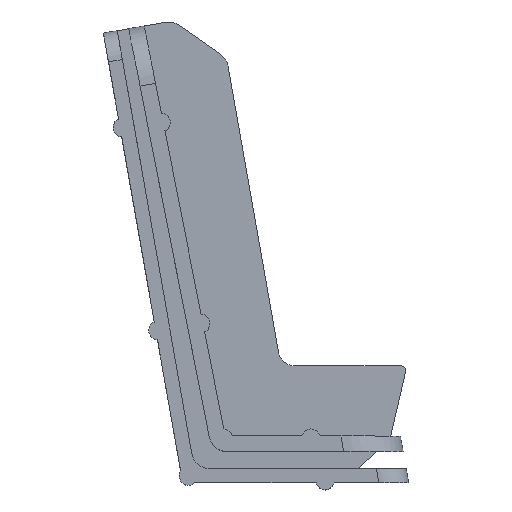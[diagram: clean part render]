
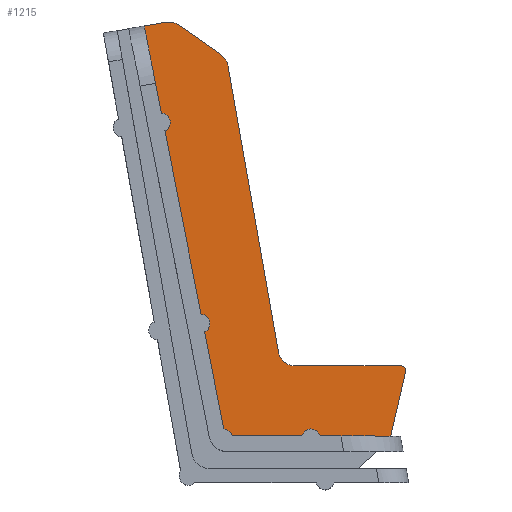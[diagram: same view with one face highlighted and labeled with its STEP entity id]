
A CAD part, top view. The second image highlights one B-rep face of the part: STEP entity #1215.
In plain terms, the highlighted planar face has unit normal (0, 0, 1).
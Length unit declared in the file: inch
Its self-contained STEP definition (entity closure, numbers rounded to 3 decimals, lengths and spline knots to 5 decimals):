
#17=PLANE('',#1306);
#55=LINE('',#1874,#173);
#56=LINE('',#1878,#174);
#57=LINE('',#1882,#175);
#58=LINE('',#1886,#176);
#59=LINE('',#1888,#177);
#60=LINE('',#1892,#178);
#61=LINE('',#1896,#179);
#62=LINE('',#1900,#180);
#63=LINE('',#1904,#181);
#64=LINE('',#1907,#182);
#173=VECTOR('',#1453,0.3937);
#174=VECTOR('',#1456,0.3937);
#175=VECTOR('',#1459,0.3937);
#176=VECTOR('',#1462,0.3937);
#177=VECTOR('',#1463,0.3937);
#178=VECTOR('',#1466,0.3937);
#179=VECTOR('',#1469,0.3937);
#180=VECTOR('',#1472,0.3937);
#181=VECTOR('',#1475,0.3937);
#182=VECTOR('',#1478,0.3937);
#321=FACE_OUTER_BOUND('',#395,.T.);
#395=EDGE_LOOP('',(#842,#843,#844,#845,#846,#847,#848,#849,#850,#851,#852,
#853,#854,#855,#856,#857,#858,#859,#860));
#469=ELLIPSE('',#1305,0.0205,0.02);
#470=ELLIPSE('',#1308,0.08092,0.08);
#471=ELLIPSE('',#1309,0.08092,0.08);
#472=ELLIPSE('',#1314,0.08087,0.08);
#498=CIRCLE('',#1307,0.07);
#499=CIRCLE('',#1310,0.04);
#500=CIRCLE('',#1311,0.04);
#501=CIRCLE('',#1312,0.04);
#502=CIRCLE('',#1313,0.04);
#538=VERTEX_POINT('',#1867);
#539=VERTEX_POINT('',#1868);
#540=VERTEX_POINT('',#1873);
#541=VERTEX_POINT('',#1875);
#542=VERTEX_POINT('',#1877);
#543=VERTEX_POINT('',#1879);
#544=VERTEX_POINT('',#1881);
#545=VERTEX_POINT('',#1883);
#546=VERTEX_POINT('',#1885);
#547=VERTEX_POINT('',#1887);
#548=VERTEX_POINT('',#1889);
#549=VERTEX_POINT('',#1891);
#550=VERTEX_POINT('',#1893);
#551=VERTEX_POINT('',#1895);
#552=VERTEX_POINT('',#1897);
#553=VERTEX_POINT('',#1899);
#554=VERTEX_POINT('',#1901);
#555=VERTEX_POINT('',#1903);
#556=VERTEX_POINT('',#1905);
#652=EDGE_CURVE('',#538,#539,#469,.T.);
#655=EDGE_CURVE('',#540,#538,#55,.T.);
#656=EDGE_CURVE('',#541,#540,#498,.T.);
#657=EDGE_CURVE('',#542,#541,#56,.T.);
#658=EDGE_CURVE('',#543,#542,#470,.T.);
#659=EDGE_CURVE('',#544,#543,#57,.T.);
#660=EDGE_CURVE('',#545,#544,#471,.T.);
#661=EDGE_CURVE('',#546,#545,#58,.T.);
#662=EDGE_CURVE('',#546,#547,#59,.T.);
#663=EDGE_CURVE('',#547,#548,#499,.T.);
#664=EDGE_CURVE('',#548,#549,#60,.T.);
#665=EDGE_CURVE('',#549,#550,#500,.T.);
#666=EDGE_CURVE('',#550,#551,#61,.T.);
#667=EDGE_CURVE('',#551,#552,#501,.T.);
#668=EDGE_CURVE('',#552,#553,#62,.T.);
#669=EDGE_CURVE('',#553,#554,#502,.T.);
#670=EDGE_CURVE('',#554,#555,#63,.T.);
#671=EDGE_CURVE('',#556,#555,#472,.T.);
#672=EDGE_CURVE('',#539,#556,#64,.T.);
#842=ORIENTED_EDGE('',*,*,#652,.F.);
#843=ORIENTED_EDGE('',*,*,#655,.F.);
#844=ORIENTED_EDGE('',*,*,#656,.F.);
#845=ORIENTED_EDGE('',*,*,#657,.F.);
#846=ORIENTED_EDGE('',*,*,#658,.F.);
#847=ORIENTED_EDGE('',*,*,#659,.F.);
#848=ORIENTED_EDGE('',*,*,#660,.F.);
#849=ORIENTED_EDGE('',*,*,#661,.F.);
#850=ORIENTED_EDGE('',*,*,#662,.T.);
#851=ORIENTED_EDGE('',*,*,#663,.T.);
#852=ORIENTED_EDGE('',*,*,#664,.T.);
#853=ORIENTED_EDGE('',*,*,#665,.T.);
#854=ORIENTED_EDGE('',*,*,#666,.T.);
#855=ORIENTED_EDGE('',*,*,#667,.T.);
#856=ORIENTED_EDGE('',*,*,#668,.T.);
#857=ORIENTED_EDGE('',*,*,#669,.T.);
#858=ORIENTED_EDGE('',*,*,#670,.T.);
#859=ORIENTED_EDGE('',*,*,#671,.F.);
#860=ORIENTED_EDGE('',*,*,#672,.F.);
#1215=ADVANCED_FACE('',(#321),#17,.T.);
#1305=AXIS2_PLACEMENT_3D('',#1869,#1447,#1448);
#1306=AXIS2_PLACEMENT_3D('',#1872,#1451,#1452);
#1307=AXIS2_PLACEMENT_3D('',#1876,#1454,#1455);
#1308=AXIS2_PLACEMENT_3D('',#1880,#1457,#1458);
#1309=AXIS2_PLACEMENT_3D('',#1884,#1460,#1461);
#1310=AXIS2_PLACEMENT_3D('',#1890,#1464,#1465);
#1311=AXIS2_PLACEMENT_3D('',#1894,#1467,#1468);
#1312=AXIS2_PLACEMENT_3D('',#1898,#1470,#1471);
#1313=AXIS2_PLACEMENT_3D('',#1902,#1473,#1474);
#1314=AXIS2_PLACEMENT_3D('',#1906,#1476,#1477);
#1447=DIRECTION('center_axis',(0.,0.,-1.));
#1448=DIRECTION('ref_axis',(0.783,0.623,0.));
#1451=DIRECTION('center_axis',(0.,0.,1.));
#1452=DIRECTION('ref_axis',(1.,0.,0.));
#1453=DIRECTION('',(1.,0.,0.));
#1454=DIRECTION('center_axis',(0.,0.,1.));
#1455=DIRECTION('ref_axis',(-0.985,-0.174,0.));
#1456=DIRECTION('',(0.174,-0.985,0.));
#1457=DIRECTION('center_axis',(0.,0.,-1.));
#1458=DIRECTION('ref_axis',(0.843,0.537,0.));
#1459=DIRECTION('',(0.819,-0.574,0.));
#1460=DIRECTION('center_axis',(0.,0.,-1.));
#1461=DIRECTION('ref_axis',(0.216,0.976,0.));
#1462=DIRECTION('',(0.985,0.174,0.));
#1463=DIRECTION('',(0.193,-0.981,0.));
#1464=DIRECTION('center_axis',(0.,0.,-1.));
#1465=DIRECTION('ref_axis',(1.,0.,0.));
#1466=DIRECTION('',(0.193,-0.981,0.));
#1467=DIRECTION('center_axis',(0.,0.,-1.));
#1468=DIRECTION('ref_axis',(1.,0.,0.));
#1469=DIRECTION('',(0.193,-0.981,0.));
#1470=DIRECTION('center_axis',(0.,0.,-1.));
#1471=DIRECTION('ref_axis',(1.,0.,0.));
#1472=DIRECTION('',(1.,0.,0.));
#1473=DIRECTION('center_axis',(0.,0.,-1.));
#1474=DIRECTION('ref_axis',(1.,0.,0.));
#1475=DIRECTION('',(1.,0.,0.));
#1476=DIRECTION('center_axis',(0.,0.,-1.));
#1477=DIRECTION('ref_axis',(0.856,-0.517,0.));
#1478=DIRECTION('',(-0.225,-0.974,0.));
#1867=CARTESIAN_POINT('',(0.93283,0.5,0.));
#1868=CARTESIAN_POINT('',(0.95212,0.47574,0.));
#1869=CARTESIAN_POINT('Origin',(0.93234,0.4798,0.));
#1872=CARTESIAN_POINT('Origin',(0.30956,0.98641,0.));
#1873=CARTESIAN_POINT('',(0.47829,0.5,0.));
#1874=CARTESIAN_POINT('',(0.47829,0.5,0.));
#1875=CARTESIAN_POINT('',(0.40935,0.55784,0.));
#1876=CARTESIAN_POINT('Origin',(0.47829,0.57,0.));
#1877=CARTESIAN_POINT('',(0.19387,1.7799,0.));
#1878=CARTESIAN_POINT('',(0.18817,1.81222,0.));
#1879=CARTESIAN_POINT('',(0.16129,1.83104,0.));
#1880=CARTESIAN_POINT('Origin',(0.11442,1.76523,0.));
#1881=CARTESIAN_POINT('',(-0.01431,1.954,0.));
#1882=CARTESIAN_POINT('',(-0.04119,1.97282,0.));
#1883=CARTESIAN_POINT('',(-0.07351,1.96712,0.));
#1884=CARTESIAN_POINT('Origin',(-0.06012,1.88745,0.));
#1885=CARTESIAN_POINT('',(-0.16429,1.95111,0.));
#1886=CARTESIAN_POINT('',(-0.33861,1.92038,0.));
#1887=CARTESIAN_POINT('',(-0.09093,1.57897,0.));
#1888=CARTESIAN_POINT('',(-0.02722,1.25578,0.));
#1889=CARTESIAN_POINT('',(-0.07595,1.50297,0.));
#1890=CARTESIAN_POINT('Origin',(-0.09325,1.53904,0.));
#1891=CARTESIAN_POINT('',(0.0783,0.72049,0.));
#1892=CARTESIAN_POINT('',(0.05739,0.82654,0.));
#1893=CARTESIAN_POINT('',(0.09328,0.6445,0.));
#1894=CARTESIAN_POINT('Origin',(0.07598,0.68056,0.));
#1895=CARTESIAN_POINT('',(0.175,0.22993,0.));
#1896=CARTESIAN_POINT('',(0.10574,0.58126,0.));
#1897=CARTESIAN_POINT('',(0.21141,0.2,0.));
#1898=CARTESIAN_POINT('Origin',(0.17268,0.19,0.));
#1899=CARTESIAN_POINT('',(0.50895,0.2,0.));
#1900=CARTESIAN_POINT('',(0.40925,0.2,0.));
#1901=CARTESIAN_POINT('',(0.58641,0.2,0.));
#1902=CARTESIAN_POINT('Origin',(0.54768,0.19,0.));
#1903=CARTESIAN_POINT('',(0.88827,0.2,0.));
#1904=CARTESIAN_POINT('',(0.61947,0.2,0.));
#1905=CARTESIAN_POINT('',(0.88968,0.20526,0.));
#1906=CARTESIAN_POINT('Origin',(0.81108,0.22393,0.));
#1907=CARTESIAN_POINT('',(0.95773,0.5,0.));
